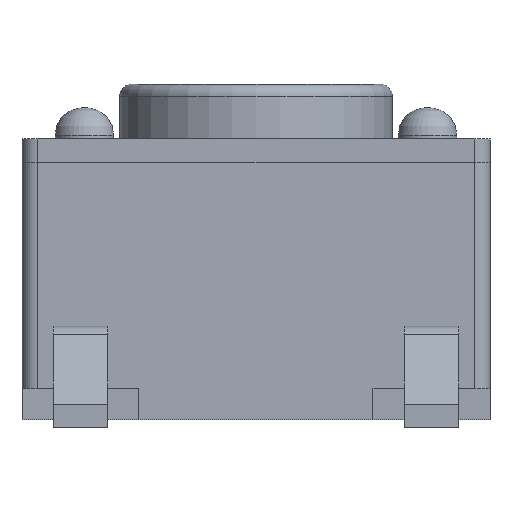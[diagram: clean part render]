
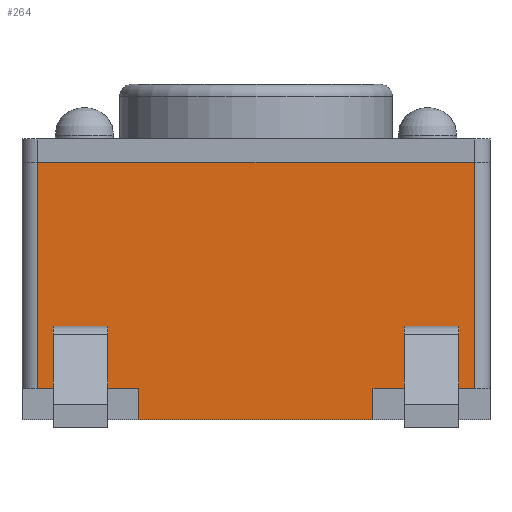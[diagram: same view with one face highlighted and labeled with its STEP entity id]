
A CAD part, left-side view. The second image highlights one B-rep face of the part: STEP entity #264.
In plain terms, the highlighted planar face has unit normal (-1, 0, 0).
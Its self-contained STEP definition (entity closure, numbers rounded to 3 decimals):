
#13=DIRECTION('',(0.,0.,1.));
#22=VERTEX_POINT('',#23);
#23=CARTESIAN_POINT('',(-3.,1.5,0.));
#28=DIRECTION('',(1.,0.,0.));
#30=EDGE_CURVE('',#22,#31,#33,.T.);
#31=VERTEX_POINT('',#32);
#32=CARTESIAN_POINT('',(-3.,-1.5,0.));
#33=LINE('',#34,#35);
#34=CARTESIAN_POINT('',(-3.,3.,0.));
#35=VECTOR('',#36,1.);
#36=DIRECTION('',(0.,-1.,0.));
#47=VECTOR('',#48,1.);
#48=DIRECTION('',(0.,1.,0.));
#76=ORIENTED_EDGE('',*,*,#77,.T.);
#77=EDGE_CURVE('',#22,#78,#80,.T.);
#78=VERTEX_POINT('',#79);
#79=CARTESIAN_POINT('',(-3.,1.5,0.4));
#80=LINE('',#23,#81);
#81=VECTOR('',#13,1.);
#191=CARTESIAN_POINT('',(-3.,-3.,0.4));
#254=EDGE_CURVE('',#31,#255,#257,.T.);
#255=VERTEX_POINT('',#256);
#256=CARTESIAN_POINT('',(-3.,-1.5,0.4));
#257=LINE('',#32,#81);
#264=ADVANCED_FACE('',(#265,#295,#319),#341,.F.);
#265=FACE_BOUND('',#266,.F.);
#266=EDGE_LOOP('',(#267,#76,#268,#273,#279,#285,#291,#294));
#267=ORIENTED_EDGE('',*,*,#30,.F.);
#268=ORIENTED_EDGE('',*,*,#269,.T.);
#269=EDGE_CURVE('',#78,#270,#272,.T.);
#270=VERTEX_POINT('',#271);
#271=CARTESIAN_POINT('',(-3.,2.8,0.4));
#272=LINE('',#79,#47);
#273=ORIENTED_EDGE('',*,*,#274,.T.);
#274=EDGE_CURVE('',#270,#275,#277,.T.);
#275=VERTEX_POINT('',#276);
#276=CARTESIAN_POINT('',(-3.,2.8,3.3));
#277=LINE('',#278,#81);
#278=CARTESIAN_POINT('',(-3.,2.8,0.));
#279=ORIENTED_EDGE('',*,*,#280,.T.);
#280=EDGE_CURVE('',#275,#281,#283,.T.);
#281=VERTEX_POINT('',#282);
#282=CARTESIAN_POINT('',(-3.,-2.8,3.3));
#283=LINE('',#284,#35);
#284=CARTESIAN_POINT('',(-3.,3.,3.3));
#285=ORIENTED_EDGE('',*,*,#286,.F.);
#286=EDGE_CURVE('',#287,#281,#289,.T.);
#287=VERTEX_POINT('',#288);
#288=CARTESIAN_POINT('',(-3.,-2.8,0.4));
#289=LINE('',#290,#81);
#290=CARTESIAN_POINT('',(-3.,-2.8,0.));
#291=ORIENTED_EDGE('',*,*,#292,.T.);
#292=EDGE_CURVE('',#287,#255,#293,.T.);
#293=LINE('',#191,#47);
#294=ORIENTED_EDGE('',*,*,#254,.F.);
#295=FACE_BOUND('',#296,.F.);
#296=EDGE_LOOP('',(#297,#304,#311,#316));
#297=ORIENTED_EDGE('',*,*,#298,.F.);
#298=EDGE_CURVE('',#299,#301,#303,.T.);
#299=VERTEX_POINT('',#300);
#300=CARTESIAN_POINT('',(-3.,2.6,0.9));
#301=VERTEX_POINT('',#302);
#302=CARTESIAN_POINT('',(-3.,2.6,1.2));
#303=LINE('',#300,#81);
#304=ORIENTED_EDGE('',*,*,#305,.T.);
#305=EDGE_CURVE('',#299,#306,#308,.T.);
#306=VERTEX_POINT('',#307);
#307=CARTESIAN_POINT('',(-3.,1.9,0.9));
#308=LINE('',#300,#309);
#309=VECTOR('',#310,1.);
#310=DIRECTION('',(0.,-1.,0.));
#311=ORIENTED_EDGE('',*,*,#312,.T.);
#312=EDGE_CURVE('',#306,#313,#315,.T.);
#313=VERTEX_POINT('',#314);
#314=CARTESIAN_POINT('',(-3.,1.9,1.2));
#315=LINE('',#307,#81);
#316=ORIENTED_EDGE('',*,*,#317,.F.);
#317=EDGE_CURVE('',#301,#313,#318,.T.);
#318=LINE('',#302,#309);
#319=FACE_BOUND('',#320,.F.);
#320=EDGE_LOOP('',(#321,#328,#333,#338));
#321=ORIENTED_EDGE('',*,*,#322,.F.);
#322=EDGE_CURVE('',#323,#325,#327,.T.);
#323=VERTEX_POINT('',#324);
#324=CARTESIAN_POINT('',(-3.,-1.9,0.9));
#325=VERTEX_POINT('',#326);
#326=CARTESIAN_POINT('',(-3.,-1.9,1.2));
#327=LINE('',#324,#81);
#328=ORIENTED_EDGE('',*,*,#329,.T.);
#329=EDGE_CURVE('',#323,#330,#332,.T.);
#330=VERTEX_POINT('',#331);
#331=CARTESIAN_POINT('',(-3.,-2.6,0.9));
#332=LINE('',#324,#309);
#333=ORIENTED_EDGE('',*,*,#334,.T.);
#334=EDGE_CURVE('',#330,#335,#337,.T.);
#335=VERTEX_POINT('',#336);
#336=CARTESIAN_POINT('',(-3.,-2.6,1.2));
#337=LINE('',#331,#81);
#338=ORIENTED_EDGE('',*,*,#339,.F.);
#339=EDGE_CURVE('',#325,#335,#340,.T.);
#340=LINE('',#326,#309);
#341=PLANE('',#342);
#342=AXIS2_PLACEMENT_3D('',#34,#28,#36);
